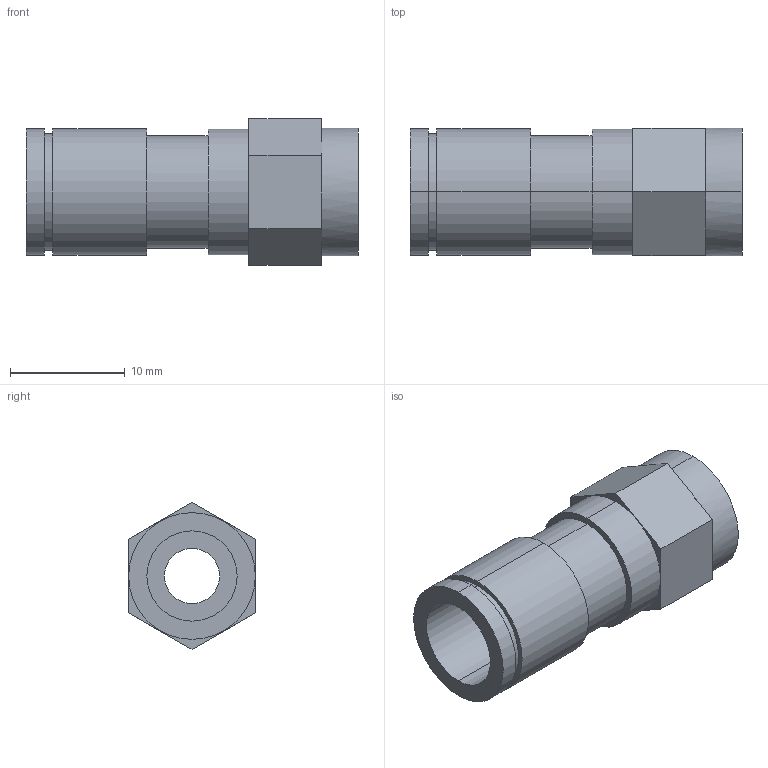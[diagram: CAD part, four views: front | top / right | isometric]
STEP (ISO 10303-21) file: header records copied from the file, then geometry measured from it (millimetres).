
FILE_DESCRIPTION (( 'STEP AP203' ), '1' );
FILE_NAME ('BAC-EX6.STEP', '2006-06-30T19:33:37', ( ' ' ), ( ' ' ), 'SwSTEP 2.0', 'SolidWorks 2005354', '' );
FILE_SCHEMA (( 'CONFIG_CONTROL_DESIGN' ));
Length unit declared in the file: inch
Products named in the file (1): BAC-EX6
Bounding box: 28.96 x 11.15 x 12.82 mm (x, y, z)
Volume: 1813 mm3; surface area: 1808.8 mm2
Topology: 1 solids, 1 shells, 45 faces, 96 edges, 60 vertices
Faces by surface type: plane 27, cylinder 18
Entity records: 1305 total; most frequent: DIRECTION 236, CARTESIAN_POINT 202, ORIENTED_EDGE 192, EDGE_CURVE 96, AXIS2_PLACEMENT_3D 94, VERTEX_POINT 60, EDGE_LOOP 54, CIRCLE 48
